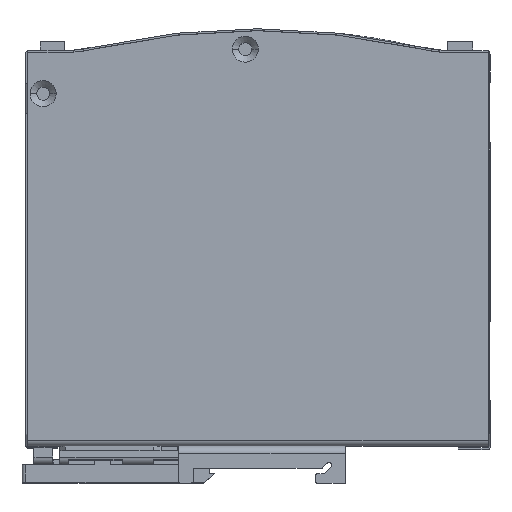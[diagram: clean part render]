
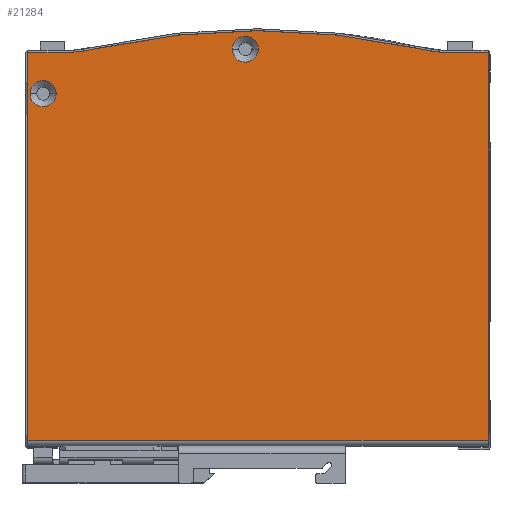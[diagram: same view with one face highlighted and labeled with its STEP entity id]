
A CAD part, top view. The second image highlights one B-rep face of the part: STEP entity #21284.
In plain terms, the highlighted planar face has unit normal (0, 0, 1).
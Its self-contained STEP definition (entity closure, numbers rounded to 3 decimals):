
#1756 = VERTEX_POINT ( 'NONE', #21787 ) ;
#1760 = VERTEX_POINT ( 'NONE', #21764 ) ;
#1763 = VERTEX_POINT ( 'NONE', #21765 ) ;
#1765 = VERTEX_POINT ( 'NONE', #21757 ) ;
#1772 = VERTEX_POINT ( 'NONE', #21731 ) ;
#1776 = VERTEX_POINT ( 'NONE', #21808 ) ;
#1783 = VERTEX_POINT ( 'NONE', #21796 ) ;
#1785 = VERTEX_POINT ( 'NONE', #21833 ) ;
#1787 = VERTEX_POINT ( 'NONE', #21819 ) ;
#1801 = VERTEX_POINT ( 'NONE', #21829 ) ;
#1844 = VERTEX_POINT ( 'NONE', #21859 ) ;
#1872 = VERTEX_POINT ( 'NONE', #21870 ) ;
#3402 = PLANE ( 'NONE',  #43361 ) ;
#3403 = CARTESIAN_POINT ( 'NONE',  ( -124.2, 112.5, 20.75 ) ) ;
#3405 = DIRECTION ( 'NONE',  ( 0., 0., 1. ) ) ;
#3407 = DIRECTION ( 'NONE',  ( 0., -1., 0. ) ) ;
#12449 = CARTESIAN_POINT ( 'NONE',  ( -65.5, 107., 20.75 ) ) ;
#12454 = DIRECTION ( 'NONE',  ( 0., 0., 1. ) ) ;
#12475 = DIRECTION ( 'NONE',  ( 1., 0., 0. ) ) ;
#12524 = DIRECTION ( 'NONE',  ( 0., 0., 1. ) ) ;
#12534 = CARTESIAN_POINT ( 'NONE',  ( -120., 95., 20.75 ) ) ;
#12557 = DIRECTION ( 'NONE',  ( 1., 0., 0. ) ) ;
#13209 = CIRCLE ( 'NONE', #43597, 3.5 ) ;
#13244 = CIRCLE ( 'NONE', #43596, 3.5 ) ;
#13274 = CIRCLE ( 'NONE', #43654, 3.5 ) ;
#13276 = CIRCLE ( 'NONE', #43683, 196.176 ) ;
#13280 = LINE ( 'NONE', #13822, #13312 ) ;
#13312 = VECTOR ( 'NONE', #13809, 1000. ) ;
#13313 = LINE ( 'NONE', #13824, #13345 ) ;
#13321 = CIRCLE ( 'NONE', #43643, 50. ) ;
#13345 = VECTOR ( 'NONE', #13795, 1000. ) ;
#13364 = CIRCLE ( 'NONE', #43668, 50. ) ;
#13373 = LINE ( 'NONE', #13886, #13391 ) ;
#13380 = LINE ( 'NONE', #13920, #13385 ) ;
#13385 = VECTOR ( 'NONE', #13923, 1000. ) ;
#13386 = CIRCLE ( 'NONE', #43682, 3.5 ) ;
#13391 = VECTOR ( 'NONE', #13910, 1000. ) ;
#13398 = LINE ( 'NONE', #13885, #13400 ) ;
#13400 = VECTOR ( 'NONE', #13888, 1000. ) ;
#13795 = DIRECTION ( 'NONE',  ( 1., 0., 0. ) ) ;
#13806 = DIRECTION ( 'NONE',  ( 1., 0., 0. ) ) ;
#13809 = DIRECTION ( 'NONE',  ( 1., 0., 0. ) ) ;
#13813 = CARTESIAN_POINT ( 'NONE',  ( -120., 95., 20.75 ) ) ;
#13814 = DIRECTION ( 'NONE',  ( 0., 0., 1. ) ) ;
#13821 = DIRECTION ( 'NONE',  ( 0., 0., 1. ) ) ;
#13822 = CARTESIAN_POINT ( 'NONE',  ( -124.2, 1.5, 20.75 ) ) ;
#13824 = CARTESIAN_POINT ( 'NONE',  ( -124.2, 105.994, 20.75 ) ) ;
#13825 = CARTESIAN_POINT ( 'NONE',  ( -116.22, 155.994, 20.75 ) ) ;
#13833 = DIRECTION ( 'NONE',  ( 1., 0., 0. ) ) ;
#13837 = DIRECTION ( 'NONE',  ( 0., 0., -1. ) ) ;
#13865 = CARTESIAN_POINT ( 'NONE',  ( -62.2, -84.182, 20.75 ) ) ;
#13866 = DIRECTION ( 'NONE',  ( 1., 0., 0. ) ) ;
#13874 = DIRECTION ( 'NONE',  ( 1., 0., 0. ) ) ;
#13885 = CARTESIAN_POINT ( 'NONE',  ( 0., 112.5, 20.75 ) ) ;
#13886 = CARTESIAN_POINT ( 'NONE',  ( -124.2, 112.5, 20.75 ) ) ;
#13888 = DIRECTION ( 'NONE',  ( 0., -1., 0. ) ) ;
#13898 = CARTESIAN_POINT ( 'NONE',  ( -8.18, 155.994, 20.75 ) ) ;
#13907 = DIRECTION ( 'NONE',  ( 0., 0., 1. ) ) ;
#13910 = DIRECTION ( 'NONE',  ( 0., -1., 0. ) ) ;
#13914 = DIRECTION ( 'NONE',  ( 0., 0., 1. ) ) ;
#13920 = CARTESIAN_POINT ( 'NONE',  ( -8.18, 105.994, 20.75 ) ) ;
#13923 = DIRECTION ( 'NONE',  ( 1., 0., 0. ) ) ;
#13927 = CARTESIAN_POINT ( 'NONE',  ( -65.5, 107., 20.75 ) ) ;
#13946 = DIRECTION ( 'NONE',  ( 1., 0., 0. ) ) ;
#21284 = ADVANCED_FACE ( 'NONE', ( #41676, #41620, #41623 ), #3402, .T. ) ;
#21731 = CARTESIAN_POINT ( 'NONE',  ( 0., 1.5, 20.75 ) ) ;
#21757 = CARTESIAN_POINT ( 'NONE',  ( -105.248, 107.213, 20.75 ) ) ;
#21764 = CARTESIAN_POINT ( 'NONE',  ( -116.5, 95., 20.75 ) ) ;
#21765 = CARTESIAN_POINT ( 'NONE',  ( -123.5, 95., 20.75 ) ) ;
#21787 = CARTESIAN_POINT ( 'NONE',  ( -62., 107., 20.75 ) ) ;
#21796 = CARTESIAN_POINT ( 'NONE',  ( 0., 105.994, 20.75 ) ) ;
#21808 = CARTESIAN_POINT ( 'NONE',  ( -69., 107., 20.75 ) ) ;
#21819 = CARTESIAN_POINT ( 'NONE',  ( -8.18, 105.994, 20.75 ) ) ;
#21829 = CARTESIAN_POINT ( 'NONE',  ( -19.152, 107.213, 20.75 ) ) ;
#21833 = CARTESIAN_POINT ( 'NONE',  ( -124.2, 105.994, 20.75 ) ) ;
#21859 = CARTESIAN_POINT ( 'NONE',  ( -124.2, 1.5, 20.75 ) ) ;
#21870 = CARTESIAN_POINT ( 'NONE',  ( -116.22, 105.994, 20.75 ) ) ;
#24830 = EDGE_CURVE ( 'NONE', #1776, #1756, #13209, .T. ) ;
#24853 = EDGE_CURVE ( 'NONE', #1763, #1760, #13244, .T. ) ;
#24888 = EDGE_CURVE ( 'NONE', #1760, #1763, #13274, .T. ) ;
#24890 = EDGE_CURVE ( 'NONE', #1844, #1772, #13280, .T. ) ;
#24894 = EDGE_CURVE ( 'NONE', #1872, #1765, #13321, .T. ) ;
#24895 = EDGE_CURVE ( 'NONE', #1785, #1872, #13313, .T. ) ;
#24908 = EDGE_CURVE ( 'NONE', #1765, #1801, #13276, .T. ) ;
#24928 = EDGE_CURVE ( 'NONE', #1785, #1844, #13373, .T. ) ;
#24930 = EDGE_CURVE ( 'NONE', #1801, #1787, #13364, .T. ) ;
#24931 = EDGE_CURVE ( 'NONE', #1756, #1776, #13386, .T. ) ;
#24932 = EDGE_CURVE ( 'NONE', #1783, #1772, #13398, .T. ) ;
#24943 = EDGE_CURVE ( 'NONE', #1787, #1783, #13380, .T. ) ;
#38150 = ORIENTED_EDGE ( 'NONE', *, *, #24908, .F. ) ;
#38158 = ORIENTED_EDGE ( 'NONE', *, *, #24931, .F. ) ;
#38159 = ORIENTED_EDGE ( 'NONE', *, *, #24930, .F. ) ;
#38160 = ORIENTED_EDGE ( 'NONE', *, *, #24928, .T. ) ;
#38168 = ORIENTED_EDGE ( 'NONE', *, *, #24932, .F. ) ;
#38183 = ORIENTED_EDGE ( 'NONE', *, *, #24888, .F. ) ;
#38185 = ORIENTED_EDGE ( 'NONE', *, *, #24895, .F. ) ;
#38229 = ORIENTED_EDGE ( 'NONE', *, *, #24943, .F. ) ;
#38230 = ORIENTED_EDGE ( 'NONE', *, *, #24853, .F. ) ;
#38241 = ORIENTED_EDGE ( 'NONE', *, *, #24890, .T. ) ;
#38262 = ORIENTED_EDGE ( 'NONE', *, *, #24830, .F. ) ;
#38271 = ORIENTED_EDGE ( 'NONE', *, *, #24894, .F. ) ;
#38783 = EDGE_LOOP ( 'NONE', ( #38183, #38230 ) ) ;
#38794 = EDGE_LOOP ( 'NONE', ( #38158, #38262 ) ) ;
#38914 = EDGE_LOOP ( 'NONE', ( #38229, #38159, #38150, #38271, #38185, #38160, #38241, #38168 ) ) ;
#41620 = FACE_BOUND ( 'NONE', #38783, .T. ) ;
#41623 = FACE_OUTER_BOUND ( 'NONE', #38914, .T. ) ;
#41676 = FACE_BOUND ( 'NONE', #38794, .T. ) ;
#43361 = AXIS2_PLACEMENT_3D ( 'NONE', #3403, #3405, #3407 ) ;
#43596 = AXIS2_PLACEMENT_3D ( 'NONE', #12534, #12524, #12557 ) ;
#43597 = AXIS2_PLACEMENT_3D ( 'NONE', #12449, #12454, #12475 ) ;
#43643 = AXIS2_PLACEMENT_3D ( 'NONE', #13825, #13814, #13833 ) ;
#43654 = AXIS2_PLACEMENT_3D ( 'NONE', #13813, #13821, #13806 ) ;
#43668 = AXIS2_PLACEMENT_3D ( 'NONE', #13898, #13907, #13874 ) ;
#43682 = AXIS2_PLACEMENT_3D ( 'NONE', #13927, #13914, #13946 ) ;
#43683 = AXIS2_PLACEMENT_3D ( 'NONE', #13865, #13837, #13866 ) ;
